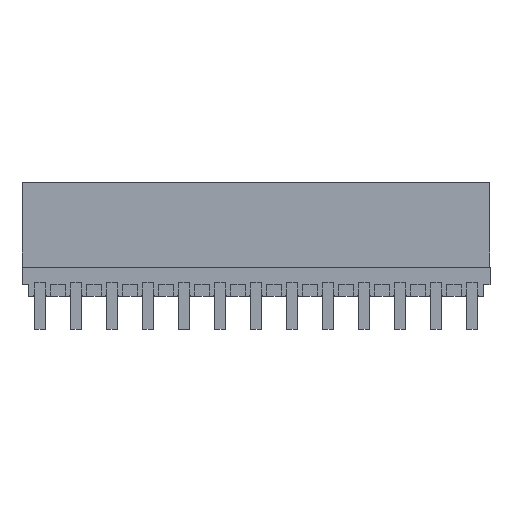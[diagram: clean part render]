
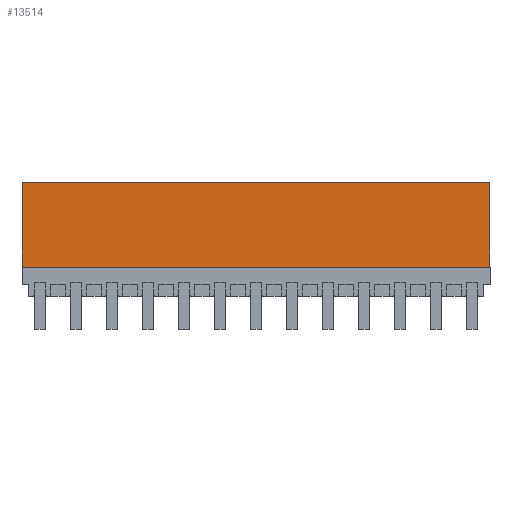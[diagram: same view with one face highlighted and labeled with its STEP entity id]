
A CAD part, front view. The second image highlights one B-rep face of the part: STEP entity #13514.
In plain terms, the highlighted planar face has unit normal (0, -1, 0).
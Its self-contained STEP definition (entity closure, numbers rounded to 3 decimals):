
#13501=AXIS2_PLACEMENT_3D('Plane Axis2P3D',#13498,#13499,#13500) ;
#4600=CARTESIAN_POINT('Line Origine',(45.5,0.,10.15)) ;
#4604=CARTESIAN_POINT('Vertex',(45.5,0.,14.25)) ;
#4606=CARTESIAN_POINT('Vertex',(45.5,0.,6.05)) ;
#8166=CARTESIAN_POINT('Vertex',(0.,0.,6.05)) ;
#8169=CARTESIAN_POINT('Line Origine',(0.,0.,10.15)) ;
#8173=CARTESIAN_POINT('Vertex',(0.,0.,14.25)) ;
#8707=CARTESIAN_POINT('Line Origine',(22.75,0.,6.05)) ;
#13498=CARTESIAN_POINT('Axis2P3D Location',(30.8,0.,14.25)) ;
#13503=CARTESIAN_POINT('Line Origine',(22.75,0.,14.25)) ;
#4601=DIRECTION('Vector Direction',(0.,0.,-1.)) ;
#8170=DIRECTION('Vector Direction',(0.,0.,-1.)) ;
#8708=DIRECTION('Vector Direction',(1.,0.,0.)) ;
#13499=DIRECTION('Axis2P3D Direction',(0.,-1.,0.)) ;
#13500=DIRECTION('Axis2P3D XDirection',(0.,0.,-1.)) ;
#13504=DIRECTION('Vector Direction',(1.,0.,0.)) ;
#4602=VECTOR('Line Direction',#4601,1.) ;
#8171=VECTOR('Line Direction',#8170,1.) ;
#8709=VECTOR('Line Direction',#8708,1.) ;
#13505=VECTOR('Line Direction',#13504,1.) ;
#13509=ORIENTED_EDGE('',*,*,#8175,.T.) ;
#13510=ORIENTED_EDGE('',*,*,#8711,.F.) ;
#13511=ORIENTED_EDGE('',*,*,#4608,.F.) ;
#13512=ORIENTED_EDGE('',*,*,#13507,.F.) ;
#13514=ADVANCED_FACE('HOUSING',(#13513),#13502,.T.) ;
#4608=EDGE_CURVE('',#4605,#4607,#4603,.T.) ;
#8175=EDGE_CURVE('',#8174,#8167,#8172,.T.) ;
#8711=EDGE_CURVE('',#4607,#8167,#8710,.F.) ;
#13507=EDGE_CURVE('',#8174,#4605,#13506,.T.) ;
#13508=EDGE_LOOP('',(#13509,#13510,#13511,#13512)) ;
#13513=FACE_OUTER_BOUND('',#13508,.T.) ;
#4603=LINE('Line',#4600,#4602) ;
#8172=LINE('Line',#8169,#8171) ;
#8710=LINE('Line',#8707,#8709) ;
#13506=LINE('Line',#13503,#13505) ;
#13502=PLANE('',#13501) ;
#4605=VERTEX_POINT('',#4604) ;
#4607=VERTEX_POINT('',#4606) ;
#8167=VERTEX_POINT('',#8166) ;
#8174=VERTEX_POINT('',#8173) ;
